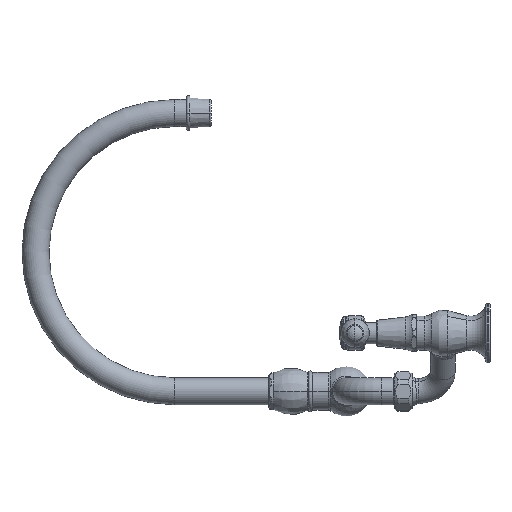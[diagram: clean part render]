
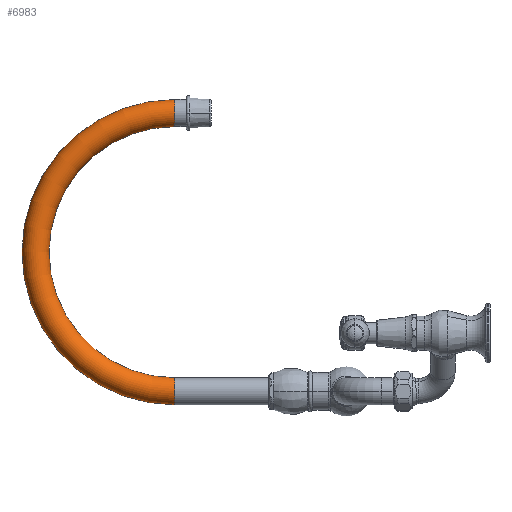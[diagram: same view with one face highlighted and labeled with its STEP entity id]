
A CAD part, left-side view. The second image highlights one B-rep face of the part: STEP entity #6983.
In plain terms, the highlighted toroidal (fillet/blend) face has major radius 114.3 mm and minor radius 11.113 mm.
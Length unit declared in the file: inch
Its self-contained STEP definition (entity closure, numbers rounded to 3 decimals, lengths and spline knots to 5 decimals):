
#2476=CARTESIAN_POINT('',(0.,4.4462,0.));
#2477=DIRECTION('',(0.,-1.,0.));
#2478=DIRECTION('',(0.,0.,1.));
#2479=AXIS2_PLACEMENT_3D('',#2476,#2477,#2478);
#2522=CARTESIAN_POINT('',(0.,4.4462,4.5));
#2523=DIRECTION('',(-1.,0.,0.));
#2524=DIRECTION('',(0.,0.,1.));
#2525=AXIS2_PLACEMENT_3D('',#2522,#2523,#2524);
#2670=CARTESIAN_POINT('',(0.,4.4462,9.));
#2671=DIRECTION('',(0.,1.,0.));
#2672=DIRECTION('',(0.,0.,-1.));
#2673=AXIS2_PLACEMENT_3D('',#2670,#2671,#2672);
#2678=CARTESIAN_POINT('',(0.,4.4462,4.5));
#2679=DIRECTION('',(-1.,0.,0.));
#2680=DIRECTION('',(0.,0.,1.));
#2681=AXIS2_PLACEMENT_3D('',#2678,#2679,#2680);
#3279=CARTESIAN_POINT('',(0.,4.4462,8.5625));
#3280=CARTESIAN_POINT('',(0.,4.4462,9.4375));
#3281=VERTEX_POINT('',#3279);
#3282=VERTEX_POINT('',#3280);
#3283=CARTESIAN_POINT('',(0.,4.4462,0.4375));
#3284=CARTESIAN_POINT('',(0.,4.4462,-0.4375));
#3285=VERTEX_POINT('',#3283);
#3286=VERTEX_POINT('',#3284);
#6972=CARTESIAN_POINT('',(0.,4.4462,4.5));
#6973=DIRECTION('',(-1.,0.,0.));
#6974=DIRECTION('',(0.,0.,-1.));
#6975=AXIS2_PLACEMENT_3D('',#6972,#6973,#6974);
#6976=TOROIDAL_SURFACE('',#6975,4.5,0.4375);
#6977=ORIENTED_EDGE('',*,*,#6954,.F.);
#6978=ORIENTED_EDGE('',*,*,#6696,.T.);
#6979=ORIENTED_EDGE('',*,*,#6652,.T.);
#6980=ORIENTED_EDGE('',*,*,#6693,.F.);
#6981=EDGE_LOOP('',(#6977,#6978,#6979,#6980));
#6982=FACE_OUTER_BOUND('',#6981,.F.);
#2480=CIRCLE('',#2479,0.4375);
#2526=CIRCLE('',#2525,4.9375);
#2674=CIRCLE('',#2673,0.4375);
#2682=CIRCLE('',#2681,4.0625);
#6652=EDGE_CURVE('',#3285,#3286,#2480,.T.);
#6693=EDGE_CURVE('',#3282,#3286,#2526,.T.);
#6696=EDGE_CURVE('',#3281,#3285,#2682,.T.);
#6954=EDGE_CURVE('',#3281,#3282,#2674,.T.);
#6983=ADVANCED_FACE('',(#6982),#6976,.T.);
